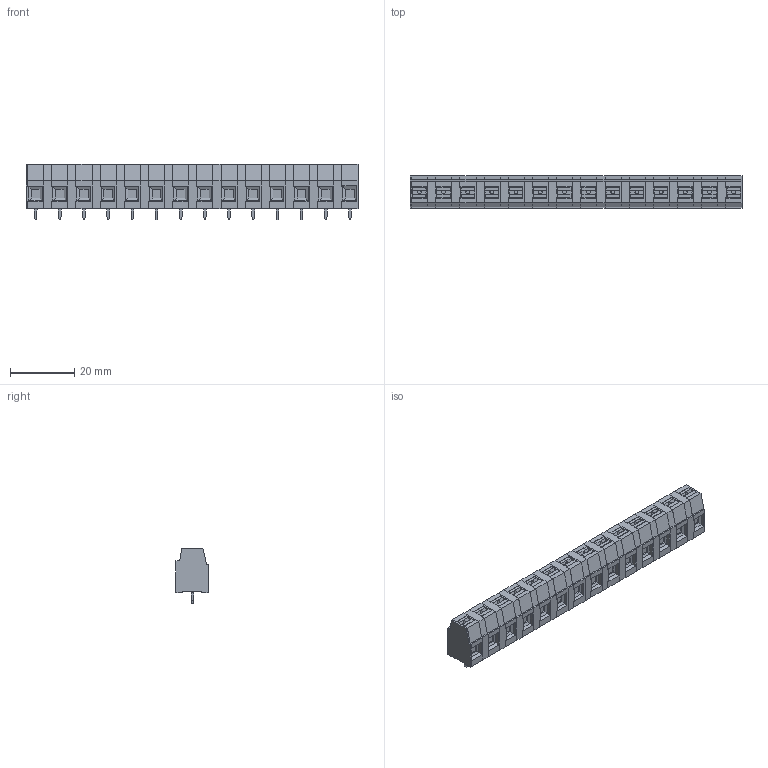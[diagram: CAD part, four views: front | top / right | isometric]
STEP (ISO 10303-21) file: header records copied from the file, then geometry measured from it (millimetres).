
FILE_DESCRIPTION(('CATIA V5 STEP Exchange','CAx-IF Rec.Pracs.--- Model Styling and Organization---1.4--- 2014-01-23'),'2;1');
FILE_NAME ('D1528363_0_2787690000_2787690000.stp','2022-04-25T07:55:22+00:00',('none'),('Weidmueller'),'CATIA Version 5-6 Release 2016 SP3 HF44','CATIA V5 STEP AP214','none');
FILE_SCHEMA(('AUTOMOTIVE_DESIGN { 1 0 10303 214 1 1 1 1 }'));
Products named in the file (1): 2787690000
Bounding box: 103 x 10 x 17.3 mm (x, y, z)
Volume: 12430.2 mm3; surface area: 13445.1 mm2
Topology: 56 solids, 85 shells, 1798 faces, 5012 edges, 3376 vertices
Faces by surface type: plane 1689, cylinder 97, cone 12
Entity records: 52736 total; most frequent: CARTESIAN_POINT 11323, ORIENTED_EDGE 10024, DIRECTION 6145, EDGE_CURVE 5012, VECTOR 4439, LINE 4439, VERTEX_POINT 3376, EDGE_LOOP 1818
